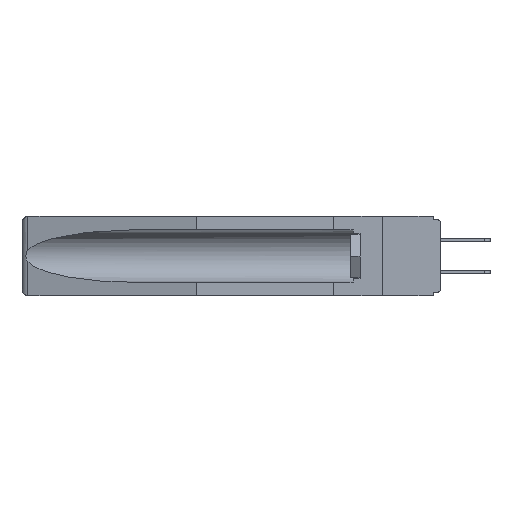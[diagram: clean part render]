
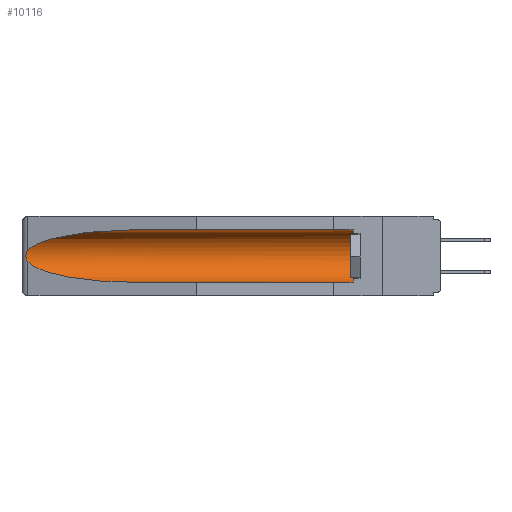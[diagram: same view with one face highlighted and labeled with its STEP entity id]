
A CAD part, left-side view. The second image highlights one B-rep face of the part: STEP entity #10116.
In plain terms, the highlighted cylindrical face has radius 2.857 mm (diameter 5.715 mm), a partial arc.
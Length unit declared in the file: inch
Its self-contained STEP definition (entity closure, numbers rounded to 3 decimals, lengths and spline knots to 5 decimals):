
#126 = CARTESIAN_POINT ( 'NONE',  ( 0.155, 1.07973, -0.059 ) ) ;
#268 = CARTESIAN_POINT ( 'NONE',  ( 0.26537, 1.52718, -0.14972 ) ) ;
#342 = DIRECTION ( 'NONE',  ( 0., 0., 1. ) ) ;
#732 = CARTESIAN_POINT ( 'NONE',  ( 0.26597, 1.52961, -0.15275 ) ) ;
#810 = ORIENTED_EDGE ( 'NONE', *, *, #18520, .F. ) ;
#1609 = EDGE_CURVE ( 'NONE', #11859, #13270, #2333, .T. ) ;
#2000 = DIRECTION ( 'NONE',  ( 0., 1., 0. ) ) ;
#2333 = CIRCLE ( 'NONE', #15352, 0.1125 ) ;
#2369 = ORIENTED_EDGE ( 'NONE', *, *, #2716, .T. ) ;
#2413 =( BOUNDED_CURVE ( )  B_SPLINE_CURVE ( 3, ( #4173, #12518, #21066, #15665 ),
 .UNSPECIFIED., .F., .F. ) 
 B_SPLINE_CURVE_WITH_KNOTS ( ( 4, 4 ),
 ( 4.71239, 6.08839 ),
 .UNSPECIFIED. ) 
 CURVE ( )  GEOMETRIC_REPRESENTATION_ITEM ( )  RATIONAL_B_SPLINE_CURVE ( ( 1., 0.848, 0.848, 1. ) ) 
 REPRESENTATION_ITEM ( '' )  );
#2611 = ORIENTED_EDGE ( 'NONE', *, *, #18307, .T. ) ;
#2716 = EDGE_CURVE ( 'NONE', #13451, #5517, #2413, .T. ) ;
#3091 = ORIENTED_EDGE ( 'NONE', *, *, #15689, .T. ) ;
#3605 = CARTESIAN_POINT ( 'NONE',  ( 0.155, -0.30754, -0.1715 ) ) ;
#3802 = CARTESIAN_POINT ( 'NONE',  ( 0.26654, 1.53092, -0.15636 ) ) ;
#4074 = ORIENTED_EDGE ( 'NONE', *, *, #1609, .T. ) ;
#4173 = CARTESIAN_POINT ( 'NONE',  ( 0.155, 1.07973, -0.059 ) ) ;
#4339 = VERTEX_POINT ( 'NONE', #18518 ) ;
#4992 = EDGE_LOOP ( 'NONE', ( #2369, #2611, #3091, #810, #4074, #16416 ) ) ;
#5382 = DIRECTION ( 'NONE',  ( 0., 1., 0. ) ) ;
#5517 = VERTEX_POINT ( 'NONE', #268 ) ;
#5970 = CARTESIAN_POINT ( 'NONE',  ( 0.26537, 1.52718, -0.19328 ) ) ;
#6800 = VERTEX_POINT ( 'NONE', #17642 ) ;
#7260 = CARTESIAN_POINT ( 'NONE',  ( 0.2673, 1.53269, -0.17917 ) ) ;
#7662 = CARTESIAN_POINT ( 'NONE',  ( 0.21114, 1.30732, -0.284 ) ) ;
#8916 = CARTESIAN_POINT ( 'NONE',  ( 0.2673, 1.5327, -0.16383 ) ) ;
#9057 = CARTESIAN_POINT ( 'NONE',  ( 0.26537, 1.52718, -0.19328 ) ) ;
#9127 = CARTESIAN_POINT ( 'NONE',  ( 0.26597, 1.5296, -0.19026 ) ) ;
#10116 = ADVANCED_FACE ( 'NONE', ( #15487 ), #21299, .F. ) ;
#10680 = CARTESIAN_POINT ( 'NONE',  ( 0.26655, 1.53094, -0.18657 ) ) ;
#11859 = VERTEX_POINT ( 'NONE', #19213 ) ;
#12518 = CARTESIAN_POINT ( 'NONE',  ( 0.21114, 1.30732, -0.059 ) ) ;
#12943 = AXIS2_PLACEMENT_3D ( 'NONE', #3605, #2000, #342 ) ;
#13270 = VERTEX_POINT ( 'NONE', #18915 ) ;
#13451 = VERTEX_POINT ( 'NONE', #126 ) ;
#13817 = LINE ( 'NONE', #17151, #16421 ) ;
#14429 = DIRECTION ( 'NONE',  ( 0., 1., 0. ) ) ;
#15048 = VECTOR ( 'NONE', #14429, 39.37008 ) ;
#15306 = LINE ( 'NONE', #17857, #15048 ) ;
#15352 = AXIS2_PLACEMENT_3D ( 'NONE', #18948, #20620, #20701 ) ;
#15487 = FACE_OUTER_BOUND ( 'NONE', #4992, .T. ) ;
#15665 = CARTESIAN_POINT ( 'NONE',  ( 0.26537, 1.52718, -0.14972 ) ) ;
#15689 = EDGE_CURVE ( 'NONE', #6800, #4339, #20363, .T. ) ;
#15745 = CARTESIAN_POINT ( 'NONE',  ( 0.2675, 1.53308, -0.16763 ) ) ;
#16164 = B_SPLINE_CURVE_WITH_KNOTS ( 'NONE', 3,
 ( #19151, #732, #3802, #8916, #15745, #20678, #7260, #10680, #9127, #9057 ),
 .UNSPECIFIED., .F., .F.,
 ( 4, 2, 2, 2, 4 ),
 ( 0., 0.00029, 0.00058, 0.00087, 0.00117 ),
 .UNSPECIFIED. ) ;
#16392 = EDGE_CURVE ( 'NONE', #13270, #13451, #13817, .T. ) ;
#16416 = ORIENTED_EDGE ( 'NONE', *, *, #16392, .T. ) ;
#16421 = VECTOR ( 'NONE', #5382, 39.37008 ) ;
#17151 = CARTESIAN_POINT ( 'NONE',  ( 0.155, -0.30754, -0.059 ) ) ;
#17642 = CARTESIAN_POINT ( 'NONE',  ( 0.26537, 1.52718, -0.19328 ) ) ;
#17730 = CARTESIAN_POINT ( 'NONE',  ( 0.25451, 1.48313, -0.24835 ) ) ;
#17857 = CARTESIAN_POINT ( 'NONE',  ( 0.155, -0.30754, -0.284 ) ) ;
#18307 = EDGE_CURVE ( 'NONE', #5517, #6800, #16164, .T. ) ;
#18518 = CARTESIAN_POINT ( 'NONE',  ( 0.155, 1.07973, -0.284 ) ) ;
#18520 = EDGE_CURVE ( 'NONE', #11859, #4339, #15306, .T. ) ;
#18915 = CARTESIAN_POINT ( 'NONE',  ( 0.155, 0.126, -0.059 ) ) ;
#18948 = CARTESIAN_POINT ( 'NONE',  ( 0.155, 0.126, -0.1715 ) ) ;
#19151 = CARTESIAN_POINT ( 'NONE',  ( 0.26537, 1.52718, -0.14972 ) ) ;
#19213 = CARTESIAN_POINT ( 'NONE',  ( 0.155, 0.126, -0.284 ) ) ;
#19473 = CARTESIAN_POINT ( 'NONE',  ( 0.155, 1.07973, -0.284 ) ) ;
#20363 =( BOUNDED_CURVE ( )  B_SPLINE_CURVE ( 3, ( #5970, #17730, #7662, #19473 ),
 .UNSPECIFIED., .F., .F. ) 
 B_SPLINE_CURVE_WITH_KNOTS ( ( 4, 4 ),
 ( 0.1948, 1.5708 ),
 .UNSPECIFIED. ) 
 CURVE ( )  GEOMETRIC_REPRESENTATION_ITEM ( )  RATIONAL_B_SPLINE_CURVE ( ( 1., 0.848, 0.848, 1. ) ) 
 REPRESENTATION_ITEM ( '' )  );
#20620 = DIRECTION ( 'NONE',  ( 0., -1., 0. ) ) ;
#20678 = CARTESIAN_POINT ( 'NONE',  ( 0.2675, 1.53308, -0.17534 ) ) ;
#20701 = DIRECTION ( 'NONE',  ( 0., 0., 1. ) ) ;
#21066 = CARTESIAN_POINT ( 'NONE',  ( 0.25451, 1.48313, -0.09465 ) ) ;
#21299 = CYLINDRICAL_SURFACE ( 'NONE', #12943, 0.1125 ) ;
